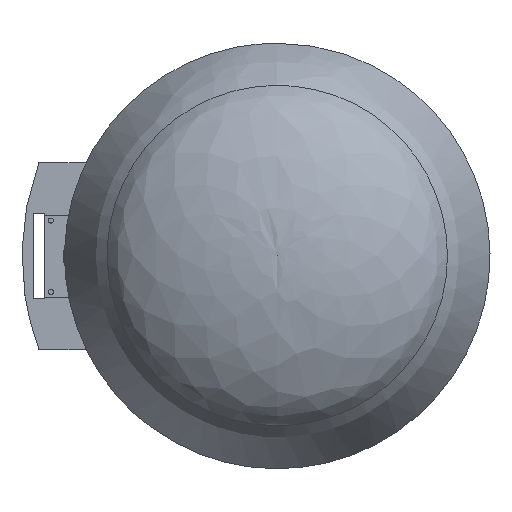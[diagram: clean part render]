
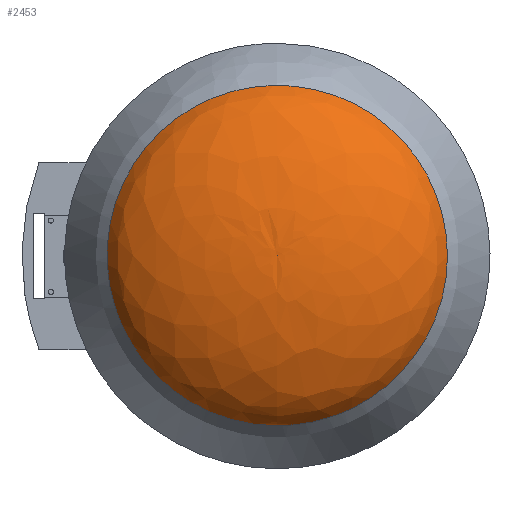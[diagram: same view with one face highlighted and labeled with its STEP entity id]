
A CAD part, top view. The second image highlights one B-rep face of the part: STEP entity #2453.
In plain terms, the highlighted free-form (B-spline) face has degree [3, 3] with [5, 19] control points.
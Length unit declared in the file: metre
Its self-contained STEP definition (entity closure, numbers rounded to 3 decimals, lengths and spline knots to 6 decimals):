
#555=VERTEX_LOOP('',#1574);
#556=B_SPLINE_SURFACE_WITH_KNOTS('',3,3,((#4134,#4135,#4136,#4137,#4138,
#4139,#4140,#4141,#4142,#4143,#4144,#4145,#4146,#4147,#4148,#4149,#4150,
#4151,#4152),(#4153,#4154,#4155,#4156,#4157,#4158,#4159,#4160,#4161,#4162,
#4163,#4164,#4165,#4166,#4167,#4168,#4169,#4170,#4171),(#4172,#4173,#4174,
#4175,#4176,#4177,#4178,#4179,#4180,#4181,#4182,#4183,#4184,#4185,#4186,
#4187,#4188,#4189,#4190),(#4191,#4192,#4193,#4194,#4195,#4196,#4197,#4198,
#4199,#4200,#4201,#4202,#4203,#4204,#4205,#4206,#4207,#4208,#4209),(#4210,
#4211,#4212,#4213,#4214,#4215,#4216,#4217,#4218,#4219,#4220,#4221,#4222,
#4223,#4224,#4225,#4226,#4227,#4228)),.UNSPECIFIED.,.F.,.T.,.F.,(4,1,4),
(1,1,1,1,1,1,1,1,1,1,1,1,1,1,1,1,1,1,1,1,1,1,1),(0.,0.39877,0.797541),
(-1.178097,-0.785398,-0.392699,0.,0.392699,0.785398,
1.178097,1.570796,1.963495,2.356194,2.748894,
3.141593,3.534292,3.926991,4.31969,4.712389,
5.105088,5.497787,5.890486,6.283185,6.675884,
7.068583,7.461283),.UNSPECIFIED.);
#561=B_SPLINE_CURVE_WITH_KNOTS('',3,(#4110,#4111,#4112,#4113,#4114,#4115,
#4116,#4117,#4118,#4119,#4120,#4121,#4122,#4123,#4124,#4125,#4126,#4127,
#4128),.UNSPECIFIED.,.T.,.F.,(1,1,1,1,1,1,1,1,1,1,1,1,1,1,1,1,1,1,1,1,1,
1,1),(-1.178097,-0.785398,-0.392699,0.,0.392699,
0.785398,1.178097,1.570796,1.963495,2.356194,
2.748894,3.141593,3.534292,3.926991,4.31969,
4.712389,5.105088,5.497787,5.890486,6.283185,
6.675884,7.068583,7.461283),.UNIFORM_KNOTS.);
#575=ORIENTED_EDGE('',*,*,#1238,.F.);
#1238=EDGE_CURVE('',#1571,#1571,#561,.T.);
#1571=VERTEX_POINT('',#4129);
#1574=VERTEX_POINT('',#4229);
#1876=EDGE_LOOP('',(#575));
#2060=FACE_BOUND('',#1876,.T.);
#2061=FACE_BOUND('',#555,.T.);
#2453=ADVANCED_FACE('',(#2060,#2061),#556,.F.);
#4110=CARTESIAN_POINT('',(0.005426,-0.009479,0.02825));
#4111=CARTESIAN_POINT('',(0.0015,-0.01026,0.02825));
#4112=CARTESIAN_POINT('',(-0.002426,-0.009479,0.02825));
#4113=CARTESIAN_POINT('',(-0.005755,-0.007255,0.02825));
#4114=CARTESIAN_POINT('',(-0.007979,-0.003926,0.02825));
#4115=CARTESIAN_POINT('',(-0.00876,0.,0.02825));
#4116=CARTESIAN_POINT('',(-0.007979,0.003926,0.02825));
#4117=CARTESIAN_POINT('',(-0.005755,0.007255,0.02825));
#4118=CARTESIAN_POINT('',(-0.002426,0.009479,0.02825));
#4119=CARTESIAN_POINT('',(0.0015,0.01026,0.02825));
#4120=CARTESIAN_POINT('',(0.005426,0.009479,0.02825));
#4121=CARTESIAN_POINT('',(0.008755,0.007255,0.02825));
#4122=CARTESIAN_POINT('',(0.010979,0.003926,0.02825));
#4123=CARTESIAN_POINT('',(0.01176,0.,0.02825));
#4124=CARTESIAN_POINT('',(0.010979,-0.003926,0.02825));
#4125=CARTESIAN_POINT('',(0.008755,-0.007255,0.02825));
#4126=CARTESIAN_POINT('',(0.005426,-0.009479,0.02825));
#4127=CARTESIAN_POINT('',(0.0015,-0.01026,0.02825));
#4128=CARTESIAN_POINT('',(-0.002426,-0.009479,0.02825));
#4129=CARTESIAN_POINT('',(0.0015,-0.01,0.02825));
#4134=CARTESIAN_POINT('',(0.0015,0.,0.032));
#4135=CARTESIAN_POINT('',(0.0015,0.,0.032));
#4136=CARTESIAN_POINT('',(0.0015,0.,0.032));
#4137=CARTESIAN_POINT('',(0.0015,0.,0.032));
#4138=CARTESIAN_POINT('',(0.0015,0.,0.032));
#4139=CARTESIAN_POINT('',(0.0015,0.,0.032));
#4140=CARTESIAN_POINT('',(0.0015,0.,0.032));
#4141=CARTESIAN_POINT('',(0.0015,0.,0.032));
#4142=CARTESIAN_POINT('',(0.0015,0.,0.032));
#4143=CARTESIAN_POINT('',(0.0015,0.,0.032));
#4144=CARTESIAN_POINT('',(0.0015,0.,0.032));
#4145=CARTESIAN_POINT('',(0.0015,0.,0.032));
#4146=CARTESIAN_POINT('',(0.0015,0.,0.032));
#4147=CARTESIAN_POINT('',(0.0015,0.,0.032));
#4148=CARTESIAN_POINT('',(0.0015,0.,0.032));
#4149=CARTESIAN_POINT('',(0.0015,0.,0.032));
#4150=CARTESIAN_POINT('',(0.0015,0.,0.032));
#4151=CARTESIAN_POINT('',(0.0015,0.,0.032));
#4152=CARTESIAN_POINT('',(0.0015,0.,0.032));
#4153=CARTESIAN_POINT('',(0.00215,-0.00157,0.032116));
#4154=CARTESIAN_POINT('',(0.0015,-0.001699,0.032116));
#4155=CARTESIAN_POINT('',(0.00085,-0.00157,0.032116));
#4156=CARTESIAN_POINT('',(0.000299,-0.001201,0.032116));
#4157=CARTESIAN_POINT('',(-0.00007,-0.00065,0.032116));
#4158=CARTESIAN_POINT('',(-0.000199,0.,0.032116));
#4159=CARTESIAN_POINT('',(-0.00007,0.00065,0.032116));
#4160=CARTESIAN_POINT('',(0.000299,0.001201,0.032116));
#4161=CARTESIAN_POINT('',(0.00085,0.00157,0.032116));
#4162=CARTESIAN_POINT('',(0.0015,0.001699,0.032116));
#4163=CARTESIAN_POINT('',(0.00215,0.00157,0.032116));
#4164=CARTESIAN_POINT('',(0.002701,0.001201,0.032116));
#4165=CARTESIAN_POINT('',(0.00307,0.00065,0.032116));
#4166=CARTESIAN_POINT('',(0.003199,0.,0.032116));
#4167=CARTESIAN_POINT('',(0.00307,-0.00065,0.032116));
#4168=CARTESIAN_POINT('',(0.002701,-0.001201,0.032116));
#4169=CARTESIAN_POINT('',(0.00215,-0.00157,0.032116));
#4170=CARTESIAN_POINT('',(0.0015,-0.001699,0.032116));
#4171=CARTESIAN_POINT('',(0.00085,-0.00157,0.032116));
#4172=CARTESIAN_POINT('',(0.003916,-0.005832,0.031496));
#4173=CARTESIAN_POINT('',(0.0015,-0.006312,0.031496));
#4174=CARTESIAN_POINT('',(-0.000916,-0.005832,0.031496));
#4175=CARTESIAN_POINT('',(-0.002964,-0.004464,0.031496));
#4176=CARTESIAN_POINT('',(-0.004332,-0.002416,0.031496));
#4177=CARTESIAN_POINT('',(-0.004812,0.,0.031496));
#4178=CARTESIAN_POINT('',(-0.004332,0.002416,0.031496));
#4179=CARTESIAN_POINT('',(-0.002964,0.004464,0.031496));
#4180=CARTESIAN_POINT('',(-0.000916,0.005832,0.031496));
#4181=CARTESIAN_POINT('',(0.0015,0.006312,0.031496));
#4182=CARTESIAN_POINT('',(0.003916,0.005832,0.031496));
#4183=CARTESIAN_POINT('',(0.005964,0.004464,0.031496));
#4184=CARTESIAN_POINT('',(0.007332,0.002416,0.031496));
#4185=CARTESIAN_POINT('',(0.007812,0.,0.031496));
#4186=CARTESIAN_POINT('',(0.007332,-0.002416,0.031496));
#4187=CARTESIAN_POINT('',(0.005964,-0.004464,0.031496));
#4188=CARTESIAN_POINT('',(0.003916,-0.005832,0.031496));
#4189=CARTESIAN_POINT('',(0.0015,-0.006312,0.031496));
#4190=CARTESIAN_POINT('',(-0.000916,-0.005832,0.031496));
#4191=CARTESIAN_POINT('',(0.005229,-0.009002,0.029508));
#4192=CARTESIAN_POINT('',(0.0015,-0.009744,0.029508));
#4193=CARTESIAN_POINT('',(-0.002229,-0.009002,0.029508));
#4194=CARTESIAN_POINT('',(-0.00539,-0.00689,0.029508));
#4195=CARTESIAN_POINT('',(-0.007502,-0.003729,0.029508));
#4196=CARTESIAN_POINT('',(-0.008244,0.,0.029508));
#4197=CARTESIAN_POINT('',(-0.007502,0.003729,0.029508));
#4198=CARTESIAN_POINT('',(-0.00539,0.00689,0.029508));
#4199=CARTESIAN_POINT('',(-0.002229,0.009002,0.029508));
#4200=CARTESIAN_POINT('',(0.0015,0.009744,0.029508));
#4201=CARTESIAN_POINT('',(0.005229,0.009002,0.029508));
#4202=CARTESIAN_POINT('',(0.00839,0.00689,0.029508));
#4203=CARTESIAN_POINT('',(0.010502,0.003729,0.029508));
#4204=CARTESIAN_POINT('',(0.011244,0.,0.029508));
#4205=CARTESIAN_POINT('',(0.010502,-0.003729,0.029508));
#4206=CARTESIAN_POINT('',(0.00839,-0.00689,0.029508));
#4207=CARTESIAN_POINT('',(0.005229,-0.009002,0.029508));
#4208=CARTESIAN_POINT('',(0.0015,-0.009744,0.029508));
#4209=CARTESIAN_POINT('',(-0.002229,-0.009002,0.029508));
#4210=CARTESIAN_POINT('',(0.005426,-0.009479,0.02825));
#4211=CARTESIAN_POINT('',(0.0015,-0.01026,0.02825));
#4212=CARTESIAN_POINT('',(-0.002426,-0.009479,0.02825));
#4213=CARTESIAN_POINT('',(-0.005755,-0.007255,0.02825));
#4214=CARTESIAN_POINT('',(-0.007979,-0.003926,0.02825));
#4215=CARTESIAN_POINT('',(-0.00876,0.,0.02825));
#4216=CARTESIAN_POINT('',(-0.007979,0.003926,0.02825));
#4217=CARTESIAN_POINT('',(-0.005755,0.007255,0.02825));
#4218=CARTESIAN_POINT('',(-0.002426,0.009479,0.02825));
#4219=CARTESIAN_POINT('',(0.0015,0.01026,0.02825));
#4220=CARTESIAN_POINT('',(0.005426,0.009479,0.02825));
#4221=CARTESIAN_POINT('',(0.008755,0.007255,0.02825));
#4222=CARTESIAN_POINT('',(0.010979,0.003926,0.02825));
#4223=CARTESIAN_POINT('',(0.01176,0.,0.02825));
#4224=CARTESIAN_POINT('',(0.010979,-0.003926,0.02825));
#4225=CARTESIAN_POINT('',(0.008755,-0.007255,0.02825));
#4226=CARTESIAN_POINT('',(0.005426,-0.009479,0.02825));
#4227=CARTESIAN_POINT('',(0.0015,-0.01026,0.02825));
#4228=CARTESIAN_POINT('',(-0.002426,-0.009479,0.02825));
#4229=CARTESIAN_POINT('',(0.0015,0.,0.032));
